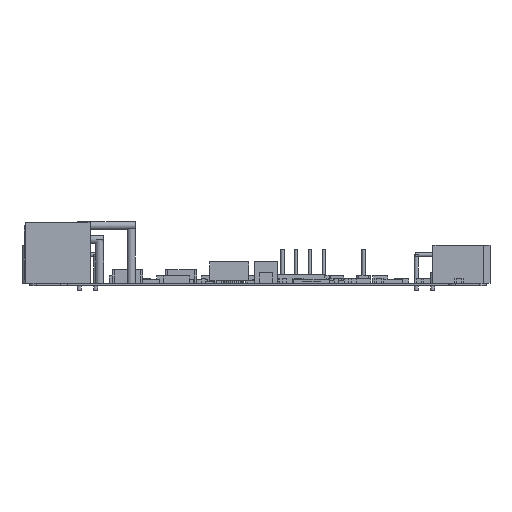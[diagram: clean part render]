
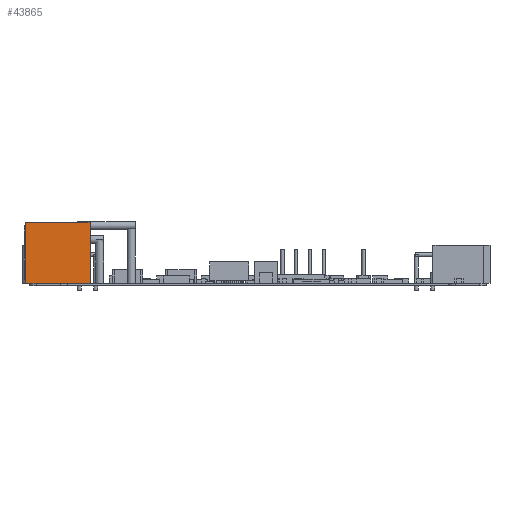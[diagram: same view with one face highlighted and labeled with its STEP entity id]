
A CAD part, front view. The second image highlights one B-rep face of the part: STEP entity #43865.
In plain terms, the highlighted planar face has unit normal (0, -1, 0).
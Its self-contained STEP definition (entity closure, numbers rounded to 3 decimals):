
#43760 = PLANE('',#43761);
#43761 = AXIS2_PLACEMENT_3D('',#43762,#43763,#43764);
#43762 = CARTESIAN_POINT('',(5.969,2.731,0.));
#43763 = DIRECTION('',(1.,0.,0.));
#43764 = DIRECTION('',(0.,-1.,0.));
#43785 = VERTEX_POINT('',#43786);
#43786 = CARTESIAN_POINT('',(5.969,-2.731,11.328));
#43800 = PLANE('',#43801);
#43801 = AXIS2_PLACEMENT_3D('',#43802,#43803,#43804);
#43802 = CARTESIAN_POINT('',(5.969,2.731,11.328));
#43803 = DIRECTION('',(0.,0.,1.));
#43804 = DIRECTION('',(1.,0.,0.));
#43812 = EDGE_CURVE('',#43813,#43785,#43815,.T.);
#43813 = VERTEX_POINT('',#43814);
#43814 = CARTESIAN_POINT('',(5.969,-2.731,0.));
#43815 = SURFACE_CURVE('',#43816,(#43820,#43827),.PCURVE_S1.);
#43816 = LINE('',#43817,#43818);
#43817 = CARTESIAN_POINT('',(5.969,-2.731,0.));
#43818 = VECTOR('',#43819,1.);
#43819 = DIRECTION('',(0.,0.,1.));
#43820 = PCURVE('',#43760,#43821);
#43821 = DEFINITIONAL_REPRESENTATION('',(#43822),#43826);
#43822 = LINE('',#43823,#43824);
#43823 = CARTESIAN_POINT('',(5.461,0.));
#43824 = VECTOR('',#43825,1.);
#43825 = DIRECTION('',(0.,-1.));
#43826 = ( GEOMETRIC_REPRESENTATION_CONTEXT(2) 
PARAMETRIC_REPRESENTATION_CONTEXT() REPRESENTATION_CONTEXT('2D SPACE',''
  ) );
#43827 = PCURVE('',#43828,#43833);
#43828 = PLANE('',#43829);
#43829 = AXIS2_PLACEMENT_3D('',#43830,#43831,#43832);
#43830 = CARTESIAN_POINT('',(5.969,-2.731,0.));
#43831 = DIRECTION('',(0.,-1.,0.));
#43832 = DIRECTION('',(-1.,0.,0.));
#43833 = DEFINITIONAL_REPRESENTATION('',(#43834),#43838);
#43834 = LINE('',#43835,#43836);
#43835 = CARTESIAN_POINT('',(0.,0.));
#43836 = VECTOR('',#43837,1.);
#43837 = DIRECTION('',(0.,-1.));
#43838 = ( GEOMETRIC_REPRESENTATION_CONTEXT(2) 
PARAMETRIC_REPRESENTATION_CONTEXT() REPRESENTATION_CONTEXT('2D SPACE',''
  ) );
#43854 = PLANE('',#43855);
#43855 = AXIS2_PLACEMENT_3D('',#43856,#43857,#43858);
#43856 = CARTESIAN_POINT('',(5.969,2.731,0.));
#43857 = DIRECTION('',(0.,0.,1.));
#43858 = DIRECTION('',(1.,0.,0.));
#43865 = ADVANCED_FACE('',(#43866),#43828,.T.);
#43866 = FACE_BOUND('',#43867,.T.);
#43867 = EDGE_LOOP('',(#43868,#43869,#43892,#43920));
#43868 = ORIENTED_EDGE('',*,*,#43812,.T.);
#43869 = ORIENTED_EDGE('',*,*,#43870,.T.);
#43870 = EDGE_CURVE('',#43785,#43871,#43873,.T.);
#43871 = VERTEX_POINT('',#43872);
#43872 = CARTESIAN_POINT('',(-5.969,-2.731,11.328));
#43873 = SURFACE_CURVE('',#43874,(#43878,#43885),.PCURVE_S1.);
#43874 = LINE('',#43875,#43876);
#43875 = CARTESIAN_POINT('',(5.969,-2.731,11.328));
#43876 = VECTOR('',#43877,1.);
#43877 = DIRECTION('',(-1.,0.,0.));
#43878 = PCURVE('',#43828,#43879);
#43879 = DEFINITIONAL_REPRESENTATION('',(#43880),#43884);
#43880 = LINE('',#43881,#43882);
#43881 = CARTESIAN_POINT('',(0.,-11.328));
#43882 = VECTOR('',#43883,1.);
#43883 = DIRECTION('',(1.,0.));
#43884 = ( GEOMETRIC_REPRESENTATION_CONTEXT(2) 
PARAMETRIC_REPRESENTATION_CONTEXT() REPRESENTATION_CONTEXT('2D SPACE',''
  ) );
#43885 = PCURVE('',#43800,#43886);
#43886 = DEFINITIONAL_REPRESENTATION('',(#43887),#43891);
#43887 = LINE('',#43888,#43889);
#43888 = CARTESIAN_POINT('',(0.,-5.461));
#43889 = VECTOR('',#43890,1.);
#43890 = DIRECTION('',(-1.,0.));
#43891 = ( GEOMETRIC_REPRESENTATION_CONTEXT(2) 
PARAMETRIC_REPRESENTATION_CONTEXT() REPRESENTATION_CONTEXT('2D SPACE',''
  ) );
#43892 = ORIENTED_EDGE('',*,*,#43893,.F.);
#43893 = EDGE_CURVE('',#43894,#43871,#43896,.T.);
#43894 = VERTEX_POINT('',#43895);
#43895 = CARTESIAN_POINT('',(-5.969,-2.731,0.));
#43896 = SURFACE_CURVE('',#43897,(#43901,#43908),.PCURVE_S1.);
#43897 = LINE('',#43898,#43899);
#43898 = CARTESIAN_POINT('',(-5.969,-2.731,0.));
#43899 = VECTOR('',#43900,1.);
#43900 = DIRECTION('',(0.,0.,1.));
#43901 = PCURVE('',#43828,#43902);
#43902 = DEFINITIONAL_REPRESENTATION('',(#43903),#43907);
#43903 = LINE('',#43904,#43905);
#43904 = CARTESIAN_POINT('',(11.938,0.));
#43905 = VECTOR('',#43906,1.);
#43906 = DIRECTION('',(0.,-1.));
#43907 = ( GEOMETRIC_REPRESENTATION_CONTEXT(2) 
PARAMETRIC_REPRESENTATION_CONTEXT() REPRESENTATION_CONTEXT('2D SPACE',''
  ) );
#43908 = PCURVE('',#43909,#43914);
#43909 = PLANE('',#43910);
#43910 = AXIS2_PLACEMENT_3D('',#43911,#43912,#43913);
#43911 = CARTESIAN_POINT('',(-5.969,-2.731,0.));
#43912 = DIRECTION('',(-1.,0.,0.));
#43913 = DIRECTION('',(0.,1.,0.));
#43914 = DEFINITIONAL_REPRESENTATION('',(#43915),#43919);
#43915 = LINE('',#43916,#43917);
#43916 = CARTESIAN_POINT('',(0.,0.));
#43917 = VECTOR('',#43918,1.);
#43918 = DIRECTION('',(0.,-1.));
#43919 = ( GEOMETRIC_REPRESENTATION_CONTEXT(2) 
PARAMETRIC_REPRESENTATION_CONTEXT() REPRESENTATION_CONTEXT('2D SPACE',''
  ) );
#43920 = ORIENTED_EDGE('',*,*,#43921,.F.);
#43921 = EDGE_CURVE('',#43813,#43894,#43922,.T.);
#43922 = SURFACE_CURVE('',#43923,(#43927,#43934),.PCURVE_S1.);
#43923 = LINE('',#43924,#43925);
#43924 = CARTESIAN_POINT('',(5.969,-2.731,0.));
#43925 = VECTOR('',#43926,1.);
#43926 = DIRECTION('',(-1.,0.,0.));
#43927 = PCURVE('',#43828,#43928);
#43928 = DEFINITIONAL_REPRESENTATION('',(#43929),#43933);
#43929 = LINE('',#43930,#43931);
#43930 = CARTESIAN_POINT('',(0.,0.));
#43931 = VECTOR('',#43932,1.);
#43932 = DIRECTION('',(1.,0.));
#43933 = ( GEOMETRIC_REPRESENTATION_CONTEXT(2) 
PARAMETRIC_REPRESENTATION_CONTEXT() REPRESENTATION_CONTEXT('2D SPACE',''
  ) );
#43934 = PCURVE('',#43854,#43935);
#43935 = DEFINITIONAL_REPRESENTATION('',(#43936),#43940);
#43936 = LINE('',#43937,#43938);
#43937 = CARTESIAN_POINT('',(0.,-5.461));
#43938 = VECTOR('',#43939,1.);
#43939 = DIRECTION('',(-1.,0.));
#43940 = ( GEOMETRIC_REPRESENTATION_CONTEXT(2) 
PARAMETRIC_REPRESENTATION_CONTEXT() REPRESENTATION_CONTEXT('2D SPACE',''
  ) );
